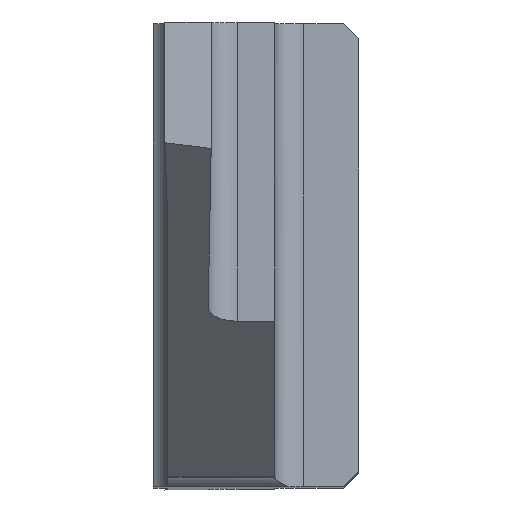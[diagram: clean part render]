
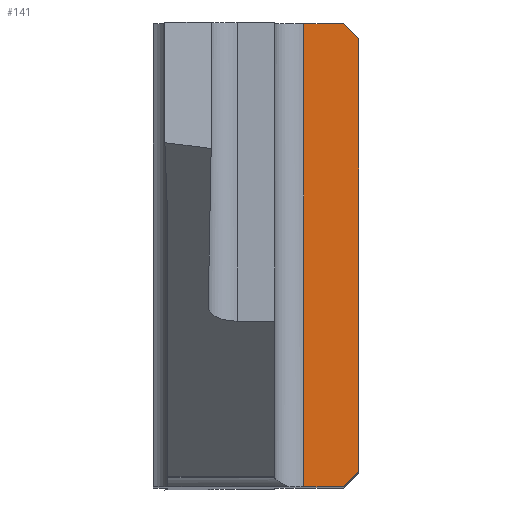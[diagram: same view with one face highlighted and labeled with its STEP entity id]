
A CAD part, top view. The second image highlights one B-rep face of the part: STEP entity #141.
In plain terms, the highlighted planar face has unit normal (0, 0, 1).
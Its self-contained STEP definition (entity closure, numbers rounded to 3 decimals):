
#7 = ORIENTED_EDGE ( 'NONE', *, *, #1172, .F. ) ;
#42 = LINE ( 'NONE', #306, #1197 ) ;
#48 = LINE ( 'NONE', #792, #1170 ) ;
#87 = CARTESIAN_POINT ( 'NONE',  ( -1., -4., 8.75 ) ) ;
#89 = CARTESIAN_POINT ( 'NONE',  ( -1.5, 4., 8.75 ) ) ;
#96 = VECTOR ( 'NONE', #579, 1000. ) ;
#141 = ADVANCED_FACE ( 'NONE', ( #271 ), #980, .T. ) ;
#167 = VERTEX_POINT ( 'NONE', #348 ) ;
#172 = LINE ( 'NONE', #752, #733 ) ;
#241 = DIRECTION ( 'NONE',  ( 0.707, 0.707, 0. ) ) ;
#271 = FACE_OUTER_BOUND ( 'NONE', #1078, .T. ) ;
#306 = CARTESIAN_POINT ( 'NONE',  ( 0., 3.688, 8.75 ) ) ;
#309 = DIRECTION ( 'NONE',  ( 0.707, -0.707, 0. ) ) ;
#348 = CARTESIAN_POINT ( 'NONE',  ( -1., 4., 8.75 ) ) ;
#413 = AXIS2_PLACEMENT_3D ( 'NONE', #89, #1200, #635 ) ;
#484 = VERTEX_POINT ( 'NONE', #87 ) ;
#488 = ORIENTED_EDGE ( 'NONE', *, *, #717, .F. ) ;
#506 = EDGE_CURVE ( 'NONE', #875, #748, #868, .T. ) ;
#508 = VERTEX_POINT ( 'NONE', #1123 ) ;
#564 = ORIENTED_EDGE ( 'NONE', *, *, #898, .T. ) ;
#579 = DIRECTION ( 'NONE',  ( 1., 0., 0. ) ) ;
#589 = CARTESIAN_POINT ( 'NONE',  ( -1.5, -4., 8.75 ) ) ;
#620 = CARTESIAN_POINT ( 'NONE',  ( -0.312, -4., 8.75 ) ) ;
#635 = DIRECTION ( 'NONE',  ( -1., 0., 0. ) ) ;
#673 = VERTEX_POINT ( 'NONE', #820 ) ;
#717 = EDGE_CURVE ( 'NONE', #167, #673, #746, .T. ) ;
#733 = VECTOR ( 'NONE', #758, 1000. ) ;
#746 = LINE ( 'NONE', #951, #971 ) ;
#748 = VERTEX_POINT ( 'NONE', #876 ) ;
#752 = CARTESIAN_POINT ( 'NONE',  ( -0.05, 4., 8.75 ) ) ;
#758 = DIRECTION ( 'NONE',  ( 0., -1., 0. ) ) ;
#772 = EDGE_CURVE ( 'NONE', #484, #167, #48, .T. ) ;
#792 = CARTESIAN_POINT ( 'NONE',  ( -1., 4., 8.75 ) ) ;
#794 = EDGE_CURVE ( 'NONE', #508, #748, #172, .T. ) ;
#800 = DIRECTION ( 'NONE',  ( 0., 1., 0. ) ) ;
#820 = CARTESIAN_POINT ( 'NONE',  ( -0.312, 4., 8.75 ) ) ;
#868 = LINE ( 'NONE', #1169, #973 ) ;
#875 = VERTEX_POINT ( 'NONE', #620 ) ;
#876 = CARTESIAN_POINT ( 'NONE',  ( -0.05, -3.738, 8.75 ) ) ;
#898 = EDGE_CURVE ( 'NONE', #484, #875, #978, .T. ) ;
#913 = ORIENTED_EDGE ( 'NONE', *, *, #794, .F. ) ;
#934 = DIRECTION ( 'NONE',  ( 1., 0., 0. ) ) ;
#951 = CARTESIAN_POINT ( 'NONE',  ( -1.5, 4., 8.75 ) ) ;
#971 = VECTOR ( 'NONE', #934, 1000. ) ;
#973 = VECTOR ( 'NONE', #241, 1000. ) ;
#978 = LINE ( 'NONE', #589, #96 ) ;
#980 = PLANE ( 'NONE',  #413 ) ;
#1021 = ORIENTED_EDGE ( 'NONE', *, *, #506, .T. ) ;
#1078 = EDGE_LOOP ( 'NONE', ( #7, #488, #1243, #564, #1021, #913 ) ) ;
#1123 = CARTESIAN_POINT ( 'NONE',  ( -0.05, 3.738, 8.75 ) ) ;
#1169 = CARTESIAN_POINT ( 'NONE',  ( 3.094, -0.594, 8.75 ) ) ;
#1170 = VECTOR ( 'NONE', #800, 1000. ) ;
#1172 = EDGE_CURVE ( 'NONE', #673, #508, #42, .T. ) ;
#1197 = VECTOR ( 'NONE', #309, 1000. ) ;
#1200 = DIRECTION ( 'NONE',  ( 0., 0., 1. ) ) ;
#1243 = ORIENTED_EDGE ( 'NONE', *, *, #772, .F. ) ;
